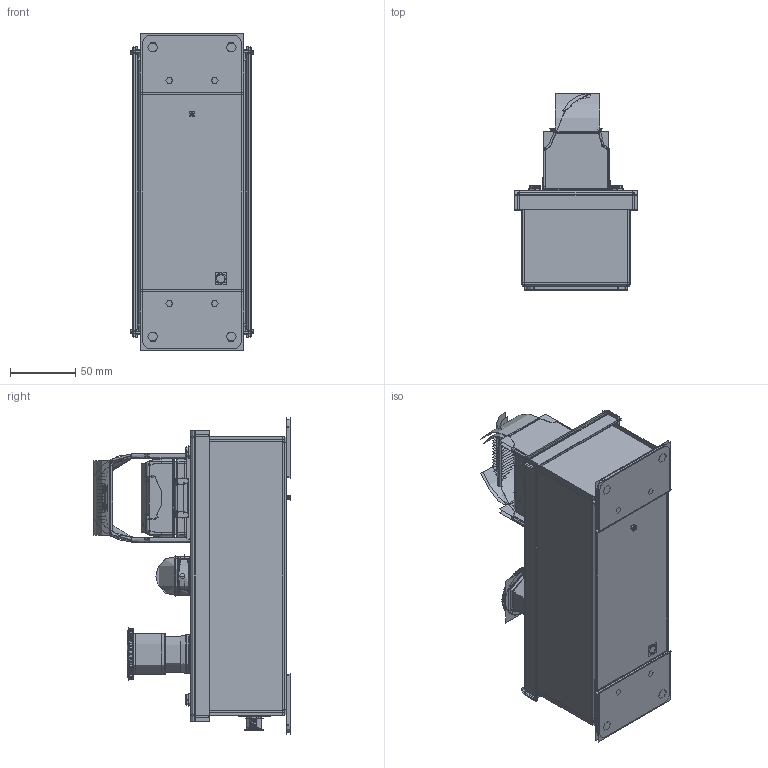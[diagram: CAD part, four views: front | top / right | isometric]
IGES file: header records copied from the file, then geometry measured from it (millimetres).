
Start section:  PTC IGES file: 192607.igs
Global section: file name: 192607.igs; native system: Creo Parametric by Parametric Technology Corporation; preprocessor: 2013230; author: pdmadmin; organization: Unknown; date: 20160127.154803; units: millimetre
Bounding box: 94.11 x 151.46 x 243.08 mm (x, y, z)
Volume: 304476.7 mm3; surface area: 1755524.1 mm2
Topology: 39 solids, 44 shells, 7504 faces, 39767 edges, 51171 vertices
Faces by surface type: revolution 4094, bspline 3282, extrusion 128
